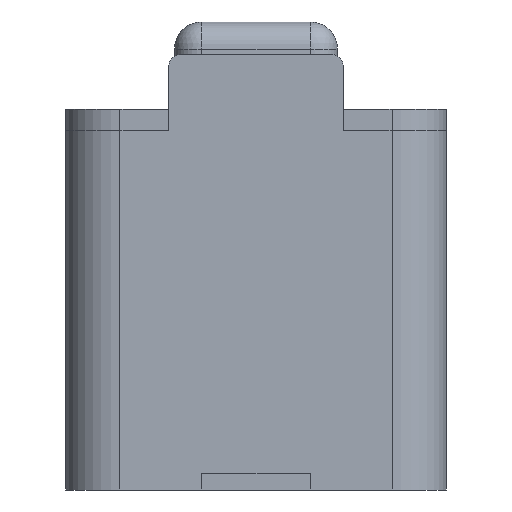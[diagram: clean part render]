
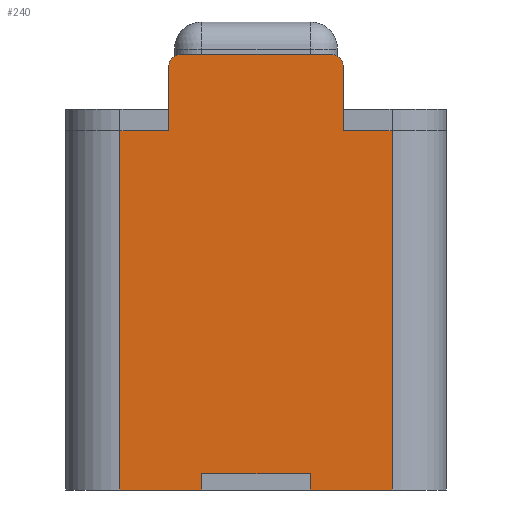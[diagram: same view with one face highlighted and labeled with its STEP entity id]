
A CAD part, left-side view. The second image highlights one B-rep face of the part: STEP entity #240.
In plain terms, the highlighted planar face has unit normal (-1, 0, 0).
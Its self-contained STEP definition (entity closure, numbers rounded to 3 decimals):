
#240 = ADVANCED_FACE( '', ( #475 ), #476, .F. );
#475 = FACE_OUTER_BOUND( '', #733, .T. );
#476 = PLANE( '', #734 );
#733 = EDGE_LOOP( '', ( #1133, #1134, #1135, #1136, #1137, #1138, #1139, #1140, #1141, #1142, #1143, #1144, #1145, #1146 ) );
#734 = AXIS2_PLACEMENT_3D( '', #1147, #1148, #1149 );
#1133 = ORIENTED_EDGE( '', *, *, #1744, .F. );
#1134 = ORIENTED_EDGE( '', *, *, #1745, .T. );
#1135 = ORIENTED_EDGE( '', *, *, #1746, .T. );
#1136 = ORIENTED_EDGE( '', *, *, #1747, .F. );
#1137 = ORIENTED_EDGE( '', *, *, #1748, .T. );
#1138 = ORIENTED_EDGE( '', *, *, #1749, .T. );
#1139 = ORIENTED_EDGE( '', *, *, #1750, .T. );
#1140 = ORIENTED_EDGE( '', *, *, #1733, .F. );
#1141 = ORIENTED_EDGE( '', *, *, #1673, .T. );
#1142 = ORIENTED_EDGE( '', *, *, #1751, .T. );
#1143 = ORIENTED_EDGE( '', *, *, #1752, .T. );
#1144 = ORIENTED_EDGE( '', *, *, #1753, .F. );
#1145 = ORIENTED_EDGE( '', *, *, #1754, .F. );
#1146 = ORIENTED_EDGE( '', *, *, #1755, .T. );
#1147 = CARTESIAN_POINT( '', ( -3., 1.75, 3.3 ) );
#1148 = DIRECTION( '', ( 1., 0., 0. ) );
#1149 = DIRECTION( '', ( 0., 0., -1. ) );
#1673 = EDGE_CURVE( '', #1995, #1999, #2001, .T. );
#1733 = EDGE_CURVE( '', #1995, #2095, #2096, .T. );
#1744 = EDGE_CURVE( '', #2111, #2112, #2113, .T. );
#1745 = EDGE_CURVE( '', #2111, #2114, #2115, .F. );
#1746 = EDGE_CURVE( '', #2114, #2116, #2117, .T. );
#1747 = EDGE_CURVE( '', #2118, #2116, #2119, .T. );
#1748 = EDGE_CURVE( '', #2118, #2120, #2121, .T. );
#1749 = EDGE_CURVE( '', #2120, #2122, #2123, .T. );
#1750 = EDGE_CURVE( '', #2122, #2095, #2124, .T. );
#1751 = EDGE_CURVE( '', #1999, #2125, #2126, .T. );
#1752 = EDGE_CURVE( '', #2125, #2127, #2128, .F. );
#1753 = EDGE_CURVE( '', #2129, #2127, #2130, .T. );
#1754 = EDGE_CURVE( '', #2131, #2129, #2132, .T. );
#1755 = EDGE_CURVE( '', #2131, #2112, #2133, .F. );
#1995 = VERTEX_POINT( '', #2437 );
#1999 = VERTEX_POINT( '', #2443 );
#2001 = LINE( '', #2446, #2447 );
#2095 = VERTEX_POINT( '', #2574 );
#2096 = LINE( '', #2575, #2576 );
#2111 = VERTEX_POINT( '', #2598 );
#2112 = VERTEX_POINT( '', #2599 );
#2113 = LINE( '', #2600, #2601 );
#2114 = VERTEX_POINT( '', #2602 );
#2115 = CIRCLE( '', #2603, 0.1 );
#2116 = VERTEX_POINT( '', #2604 );
#2117 = LINE( '', #2605, #2606 );
#2118 = VERTEX_POINT( '', #2607 );
#2119 = LINE( '', #2608, #2609 );
#2120 = VERTEX_POINT( '', #2610 );
#2121 = LINE( '', #2611, #2612 );
#2122 = VERTEX_POINT( '', #2613 );
#2123 = LINE( '', #2614, #2615 );
#2124 = LINE( '', #2616, #2617 );
#2125 = VERTEX_POINT( '', #2618 );
#2126 = LINE( '', #2619, #2620 );
#2127 = VERTEX_POINT( '', #2621 );
#2128 = LINE( '', #2622, #2623 );
#2129 = VERTEX_POINT( '', #2624 );
#2130 = LINE( '', #2625, #2626 );
#2131 = VERTEX_POINT( '', #2627 );
#2132 = LINE( '', #2628, #2629 );
#2133 = CIRCLE( '', #2630, 0.1 );
#2437 = CARTESIAN_POINT( '', ( -3., -0.5, 0.15 ) );
#2443 = CARTESIAN_POINT( '', ( -3., -0.5, 0. ) );
#2446 = CARTESIAN_POINT( '', ( -3., -0.5, 3.3 ) );
#2447 = VECTOR( '', #2916, 1000. );
#2574 = CARTESIAN_POINT( '', ( -3., 0.5, 0.15 ) );
#2575 = CARTESIAN_POINT( '', ( -3., 1.75, 0.15 ) );
#2576 = VECTOR( '', #2989, 1000. );
#2598 = CARTESIAN_POINT( '', ( -3., 0.7, 4. ) );
#2599 = CARTESIAN_POINT( '', ( -3., -0.7, 4. ) );
#2600 = CARTESIAN_POINT( '', ( -3., 0.8, 4. ) );
#2601 = VECTOR( '', #2997, 1000. );
#2602 = CARTESIAN_POINT( '', ( -3., 0.8, 3.9 ) );
#2603 = AXIS2_PLACEMENT_3D( '', #2998, #2999, #3000 );
#2604 = CARTESIAN_POINT( '', ( -3., 0.8, 3.3 ) );
#2605 = CARTESIAN_POINT( '', ( -3., 0.8, 4. ) );
#2606 = VECTOR( '', #3001, 1000. );
#2607 = CARTESIAN_POINT( '', ( -3., 1.25, 3.3 ) );
#2608 = CARTESIAN_POINT( '', ( -3., 1.75, 3.3 ) );
#2609 = VECTOR( '', #3002, 1000. );
#2610 = CARTESIAN_POINT( '', ( -3., 1.25, 0. ) );
#2611 = CARTESIAN_POINT( '', ( -3., 1.25, 3.3 ) );
#2612 = VECTOR( '', #3003, 1000. );
#2613 = CARTESIAN_POINT( '', ( -3., 0.5, 0. ) );
#2614 = CARTESIAN_POINT( '', ( -3., 1.75, 0. ) );
#2615 = VECTOR( '', #3004, 1000. );
#2616 = CARTESIAN_POINT( '', ( -3., 0.5, 3.3 ) );
#2617 = VECTOR( '', #3005, 1000. );
#2618 = CARTESIAN_POINT( '', ( -3., -1.25, 0. ) );
#2619 = CARTESIAN_POINT( '', ( -3., 1.75, 0. ) );
#2620 = VECTOR( '', #3006, 1000. );
#2621 = CARTESIAN_POINT( '', ( -3., -1.25, 3.3 ) );
#2622 = CARTESIAN_POINT( '', ( -3., -1.25, 3.3 ) );
#2623 = VECTOR( '', #3007, 1000. );
#2624 = CARTESIAN_POINT( '', ( -3., -0.8, 3.3 ) );
#2625 = CARTESIAN_POINT( '', ( -3., 1.75, 3.3 ) );
#2626 = VECTOR( '', #3008, 1000. );
#2627 = CARTESIAN_POINT( '', ( -3., -0.8, 3.9 ) );
#2628 = CARTESIAN_POINT( '', ( -3., -0.8, 4. ) );
#2629 = VECTOR( '', #3009, 1000. );
#2630 = AXIS2_PLACEMENT_3D( '', #3010, #3011, #3012 );
#2916 = DIRECTION( '', ( 0., 0., -1. ) );
#2989 = DIRECTION( '', ( 0., 1., 0. ) );
#2997 = DIRECTION( '', ( 0., -1., 0. ) );
#2998 = CARTESIAN_POINT( '', ( -3., 0.7, 3.9 ) );
#2999 = DIRECTION( '', ( 1., 0., 0. ) );
#3000 = DIRECTION( '', ( 0., 0., -1. ) );
#3001 = DIRECTION( '', ( 0., 0., -1. ) );
#3002 = DIRECTION( '', ( 0., -1., 0. ) );
#3003 = DIRECTION( '', ( 0., 0., -1. ) );
#3004 = DIRECTION( '', ( 0., -1., 0. ) );
#3005 = DIRECTION( '', ( 0., 0., 1. ) );
#3006 = DIRECTION( '', ( 0., -1., 0. ) );
#3007 = DIRECTION( '', ( 0., 0., -1. ) );
#3008 = DIRECTION( '', ( 0., -1., 0. ) );
#3009 = DIRECTION( '', ( 0., 0., -1. ) );
#3010 = CARTESIAN_POINT( '', ( -3., -0.7, 3.9 ) );
#3011 = DIRECTION( '', ( 1., 0., 0. ) );
#3012 = DIRECTION( '', ( 0., 0., -1. ) );
